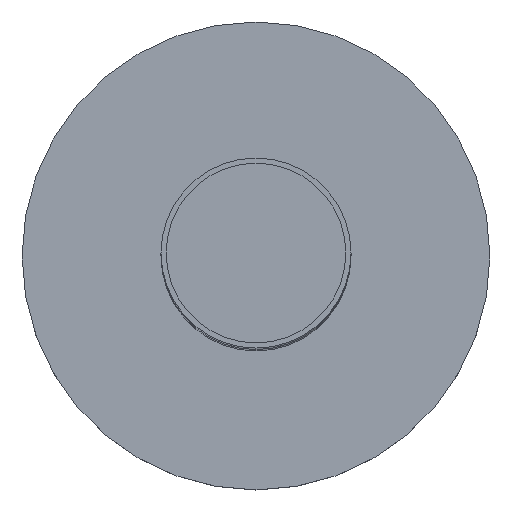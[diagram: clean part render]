
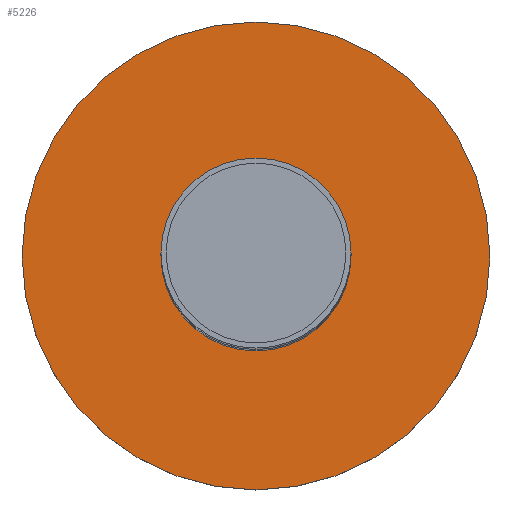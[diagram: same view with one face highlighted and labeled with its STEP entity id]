
A CAD part, top view. The second image highlights one B-rep face of the part: STEP entity #5226.
In plain terms, the highlighted planar face has unit normal (0, 0, 1).
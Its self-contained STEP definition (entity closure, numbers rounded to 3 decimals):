
#5142 = EDGE_CURVE('',#5143,#5143,#5145,.T.);
#5143 = VERTEX_POINT('',#5144);
#5144 = CARTESIAN_POINT('',(14.153,0.,
    27.428));
#5145 = SURFACE_CURVE('',#5146,(#5151,#5163),.PCURVE_S1.);
#5146 = CIRCLE('',#5147,14.153);
#5147 = AXIS2_PLACEMENT_3D('',#5148,#5149,#5150);
#5148 = CARTESIAN_POINT('',(0.,0.,27.428));
#5149 = DIRECTION('',(0.,0.,1.));
#5150 = DIRECTION('',(1.,0.,0.));
#5151 = PCURVE('',#5152,#5157);
#5152 = CYLINDRICAL_SURFACE('',#5153,14.153);
#5153 = AXIS2_PLACEMENT_3D('',#5154,#5155,#5156);
#5154 = CARTESIAN_POINT('',(0.,0.,24.16));
#5155 = DIRECTION('',(0.,0.,1.));
#5156 = DIRECTION('',(1.,0.,0.));
#5157 = DEFINITIONAL_REPRESENTATION('',(#5158),#5162);
#5158 = LINE('',#5159,#5160);
#5159 = CARTESIAN_POINT('',(0.,3.268));
#5160 = VECTOR('',#5161,1.);
#5161 = DIRECTION('',(1.,0.));
#5162 = ( GEOMETRIC_REPRESENTATION_CONTEXT(2) 
PARAMETRIC_REPRESENTATION_CONTEXT() REPRESENTATION_CONTEXT('2D SPACE',''
  ) );
#5163 = PCURVE('',#5164,#5169);
#5164 = PLANE('',#5165);
#5165 = AXIS2_PLACEMENT_3D('',#5166,#5167,#5168);
#5166 = CARTESIAN_POINT('',(0.,0.,27.428));
#5167 = DIRECTION('',(0.,0.,1.));
#5168 = DIRECTION('',(1.,0.,0.));
#5169 = DEFINITIONAL_REPRESENTATION('',(#5170),#5174);
#5170 = CIRCLE('',#5171,14.153);
#5171 = AXIS2_PLACEMENT_2D('',#5172,#5173);
#5172 = CARTESIAN_POINT('',(0.,0.));
#5173 = DIRECTION('',(1.,0.));
#5174 = ( GEOMETRIC_REPRESENTATION_CONTEXT(2) 
PARAMETRIC_REPRESENTATION_CONTEXT() REPRESENTATION_CONTEXT('2D SPACE',''
  ) );
#5226 = ADVANCED_FACE('',(#5227,#5230),#5164,.T.);
#5227 = FACE_BOUND('',#5228,.T.);
#5228 = EDGE_LOOP('',(#5229));
#5229 = ORIENTED_EDGE('',*,*,#5142,.T.);
#5230 = FACE_BOUND('',#5231,.T.);
#5231 = EDGE_LOOP('',(#5232));
#5232 = ORIENTED_EDGE('',*,*,#5233,.T.);
#5233 = EDGE_CURVE('',#5234,#5234,#5236,.T.);
#5234 = VERTEX_POINT('',#5235);
#5235 = CARTESIAN_POINT('',(-1.065,0.,
    27.428));
#5236 = SURFACE_CURVE('',#5237,(#5242,#5253),.PCURVE_S1.);
#5237 = CIRCLE('',#5238,1.065);
#5238 = AXIS2_PLACEMENT_3D('',#5239,#5240,#5241);
#5239 = CARTESIAN_POINT('',(0.,0.,
    27.428));
#5240 = DIRECTION('',(0.,0.,-1.));
#5241 = DIRECTION('',(-1.,0.,0.));
#5242 = PCURVE('',#5164,#5243);
#5243 = DEFINITIONAL_REPRESENTATION('',(#5244),#5252);
#5244 = ( BOUNDED_CURVE() B_SPLINE_CURVE(2,(#5245,#5246,#5247,#5248,
#5249,#5250,#5251),.UNSPECIFIED.,.T.,.F.) B_SPLINE_CURVE_WITH_KNOTS((1,2
    ,2,2,2,1),(-2.094,0.,2.094,4.189,
6.283,8.378),.UNSPECIFIED.) CURVE() 
GEOMETRIC_REPRESENTATION_ITEM() RATIONAL_B_SPLINE_CURVE((1.,0.5,1.,0.5,
1.,0.5,1.)) REPRESENTATION_ITEM('') );
#5245 = CARTESIAN_POINT('',(-1.065,0.));
#5246 = CARTESIAN_POINT('',(-1.065,1.844));
#5247 = CARTESIAN_POINT('',(0.532,0.922));
#5248 = CARTESIAN_POINT('',(2.129,0.));
#5249 = CARTESIAN_POINT('',(0.532,-0.922));
#5250 = CARTESIAN_POINT('',(-1.065,-1.844));
#5251 = CARTESIAN_POINT('',(-1.065,0.));
#5252 = ( GEOMETRIC_REPRESENTATION_CONTEXT(2) 
PARAMETRIC_REPRESENTATION_CONTEXT() REPRESENTATION_CONTEXT('2D SPACE',''
  ) );
#5253 = PCURVE('',#5254,#5259);
#5254 = CYLINDRICAL_SURFACE('',#5255,1.065);
#5255 = AXIS2_PLACEMENT_3D('',#5256,#5257,#5258);
#5256 = CARTESIAN_POINT('',(0.,0.,
    27.428));
#5257 = DIRECTION('',(0.,0.,-1.));
#5258 = DIRECTION('',(-1.,0.,0.));
#5259 = DEFINITIONAL_REPRESENTATION('',(#5260),#5264);
#5260 = LINE('',#5261,#5262);
#5261 = CARTESIAN_POINT('',(0.,0.));
#5262 = VECTOR('',#5263,1.);
#5263 = DIRECTION('',(1.,0.));
#5264 = ( GEOMETRIC_REPRESENTATION_CONTEXT(2) 
PARAMETRIC_REPRESENTATION_CONTEXT() REPRESENTATION_CONTEXT('2D SPACE',''
  ) );
